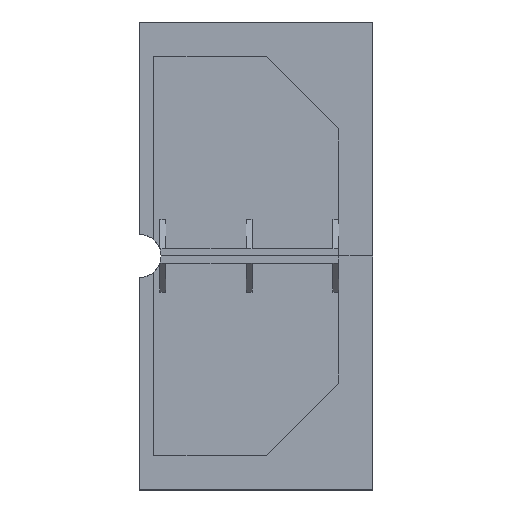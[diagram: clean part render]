
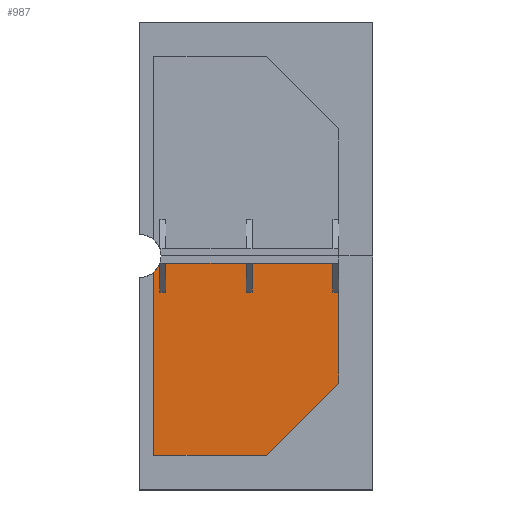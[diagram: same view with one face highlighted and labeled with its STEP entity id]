
A CAD part, top view. The second image highlights one B-rep face of the part: STEP entity #987.
In plain terms, the highlighted planar face has unit normal (0, 0, 1).
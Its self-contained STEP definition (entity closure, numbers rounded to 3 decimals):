
#53=FACE_OUTER_BOUND('',#107,.T.);
#107=EDGE_LOOP('',(#686,#687,#688,#689,#690,#691,#692,#693,#694,#695,#696,
#697,#698,#699,#700));
#172=CIRCLE('',#1059,15.);
#209=LINE('',#1443,#325);
#212=LINE('',#1448,#328);
#214=LINE('',#1452,#330);
#215=LINE('',#1456,#331);
#216=LINE('',#1458,#332);
#217=LINE('',#1460,#333);
#218=LINE('',#1462,#334);
#219=LINE('',#1464,#335);
#220=LINE('',#1466,#336);
#221=LINE('',#1468,#337);
#222=LINE('',#1470,#338);
#223=LINE('',#1472,#339);
#224=LINE('',#1474,#340);
#225=LINE('',#1476,#341);
#325=VECTOR('',#1158,10.);
#328=VECTOR('',#1163,10.);
#330=VECTOR('',#1167,10.);
#331=VECTOR('',#1170,10.);
#332=VECTOR('',#1171,10.);
#333=VECTOR('',#1172,10.);
#334=VECTOR('',#1173,10.);
#335=VECTOR('',#1174,10.);
#336=VECTOR('',#1175,10.);
#337=VECTOR('',#1176,10.);
#338=VECTOR('',#1177,10.);
#339=VECTOR('',#1178,10.);
#340=VECTOR('',#1179,10.);
#341=VECTOR('',#1182,10.);
#439=VERTEX_POINT('',#1440);
#440=VERTEX_POINT('',#1442);
#441=VERTEX_POINT('',#1446);
#442=VERTEX_POINT('',#1450);
#443=VERTEX_POINT('',#1454);
#444=VERTEX_POINT('',#1455);
#445=VERTEX_POINT('',#1457);
#446=VERTEX_POINT('',#1459);
#447=VERTEX_POINT('',#1461);
#448=VERTEX_POINT('',#1463);
#449=VERTEX_POINT('',#1465);
#450=VERTEX_POINT('',#1467);
#451=VERTEX_POINT('',#1469);
#452=VERTEX_POINT('',#1471);
#453=VERTEX_POINT('',#1473);
#532=EDGE_CURVE('',#440,#439,#209,.T.);
#535=EDGE_CURVE('',#439,#441,#212,.T.);
#537=EDGE_CURVE('',#441,#442,#214,.T.);
#538=EDGE_CURVE('',#443,#444,#215,.T.);
#539=EDGE_CURVE('',#444,#445,#216,.T.);
#540=EDGE_CURVE('',#445,#446,#217,.T.);
#541=EDGE_CURVE('',#446,#447,#218,.T.);
#542=EDGE_CURVE('',#447,#448,#219,.T.);
#543=EDGE_CURVE('',#448,#449,#220,.T.);
#544=EDGE_CURVE('',#449,#450,#221,.T.);
#545=EDGE_CURVE('',#450,#451,#222,.T.);
#546=EDGE_CURVE('',#451,#452,#223,.T.);
#547=EDGE_CURVE('',#452,#453,#224,.T.);
#548=EDGE_CURVE('',#453,#440,#172,.T.);
#549=EDGE_CURVE('',#442,#443,#225,.T.);
#686=ORIENTED_EDGE('',*,*,#538,.T.);
#687=ORIENTED_EDGE('',*,*,#539,.T.);
#688=ORIENTED_EDGE('',*,*,#540,.T.);
#689=ORIENTED_EDGE('',*,*,#541,.T.);
#690=ORIENTED_EDGE('',*,*,#542,.T.);
#691=ORIENTED_EDGE('',*,*,#543,.T.);
#692=ORIENTED_EDGE('',*,*,#544,.T.);
#693=ORIENTED_EDGE('',*,*,#545,.T.);
#694=ORIENTED_EDGE('',*,*,#546,.T.);
#695=ORIENTED_EDGE('',*,*,#547,.T.);
#696=ORIENTED_EDGE('',*,*,#548,.T.);
#697=ORIENTED_EDGE('',*,*,#532,.T.);
#698=ORIENTED_EDGE('',*,*,#535,.T.);
#699=ORIENTED_EDGE('',*,*,#537,.T.);
#700=ORIENTED_EDGE('',*,*,#549,.T.);
#943=PLANE('',#1058);
#987=ADVANCED_FACE('',(#53),#943,.T.);
#1058=AXIS2_PLACEMENT_3D('',#1453,#1168,#1169);
#1059=AXIS2_PLACEMENT_3D('',#1475,#1180,#1181);
#1158=DIRECTION('',(0.,-1.,0.));
#1163=DIRECTION('',(1.,0.,0.));
#1167=DIRECTION('',(0.707,0.707,0.));
#1168=DIRECTION('center_axis',(0.,0.,1.));
#1169=DIRECTION('ref_axis',(1.,0.,0.));
#1170=DIRECTION('',(-1.,0.,0.));
#1171=DIRECTION('',(0.,1.,0.));
#1172=DIRECTION('',(-1.,0.,0.));
#1173=DIRECTION('',(0.,-1.,0.));
#1174=DIRECTION('',(-1.,0.,0.));
#1175=DIRECTION('',(0.,1.,0.));
#1176=DIRECTION('',(-1.,0.,0.));
#1177=DIRECTION('',(0.,-1.,0.));
#1178=DIRECTION('',(-1.,0.,0.));
#1179=DIRECTION('',(0.,1.,0.));
#1180=DIRECTION('center_axis',(0.,0.,-1.));
#1181=DIRECTION('ref_axis',(1.,0.,0.));
#1182=DIRECTION('',(0.,1.,0.));
#1440=CARTESIAN_POINT('',(-64.,-138.,5.));
#1442=CARTESIAN_POINT('',(-64.,-11.18,5.));
#1443=CARTESIAN_POINT('',(-64.,-138.,5.));
#1446=CARTESIAN_POINT('',(14.,-138.,5.));
#1448=CARTESIAN_POINT('',(-64.,-138.,5.));
#1450=CARTESIAN_POINT('',(64.,-88.,5.));
#1452=CARTESIAN_POINT('',(64.,-88.,5.));
#1453=CARTESIAN_POINT('Origin',(0.,0.,
5.));
#1454=CARTESIAN_POINT('',(64.,-25.,5.));
#1455=CARTESIAN_POINT('',(60.,-25.,5.));
#1456=CARTESIAN_POINT('',(30.,-25.,5.));
#1457=CARTESIAN_POINT('',(60.,-5.,5.));
#1458=CARTESIAN_POINT('',(60.,-2.5,5.));
#1459=CARTESIAN_POINT('',(4.071,-5.,5.));
#1460=CARTESIAN_POINT('',(2.036,-5.,5.));
#1461=CARTESIAN_POINT('',(4.071,-25.,5.));
#1462=CARTESIAN_POINT('',(4.071,-12.5,5.));
#1463=CARTESIAN_POINT('',(0.071,-25.,5.));
#1464=CARTESIAN_POINT('',(0.036,-25.,5.));
#1465=CARTESIAN_POINT('',(0.071,-5.,5.));
#1466=CARTESIAN_POINT('',(0.071,-2.5,5.));
#1467=CARTESIAN_POINT('',(-55.858,-5.,5.));
#1468=CARTESIAN_POINT('',(-27.929,-5.,5.));
#1469=CARTESIAN_POINT('',(-55.858,-25.,5.));
#1470=CARTESIAN_POINT('',(-55.858,-12.5,5.));
#1471=CARTESIAN_POINT('',(-59.858,-25.,5.));
#1472=CARTESIAN_POINT('',(-29.929,-25.,5.));
#1473=CARTESIAN_POINT('',(-59.858,-5.,5.));
#1474=CARTESIAN_POINT('',(-59.858,-2.5,5.));
#1475=CARTESIAN_POINT('Origin',(-74.,0.,5.));
#1476=CARTESIAN_POINT('',(64.,-138.,5.));
